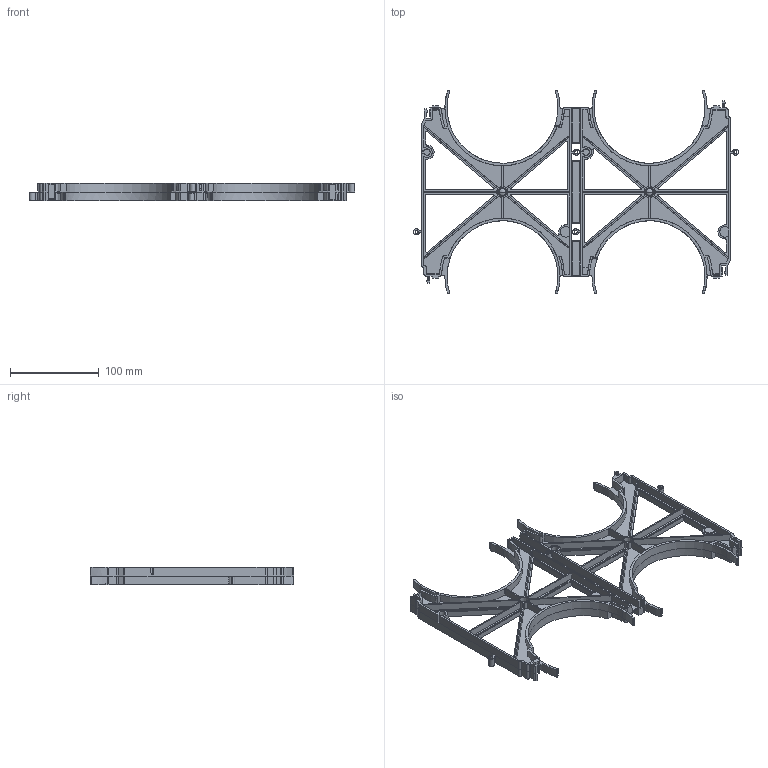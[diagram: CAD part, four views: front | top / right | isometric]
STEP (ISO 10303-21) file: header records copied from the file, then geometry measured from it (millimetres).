
FILE_DESCRIPTION (( 'STEP AP203' ), '1' );
FILE_NAME ('ÀÃÈÅ 060.02.001-06 Êëàñòåð 125.STEP', '2024-09-13T06:42:56', ( '' ), ( '' ), 'SwSTEP 2.0', 'SolidWorks 2022', '' );
FILE_SCHEMA (( 'CONFIG_CONTROL_DESIGN' ));
Products named in the file (1): АГИЕ 060.02.001-06 Кластер 125
Bounding box: 367.16 x 229.7 x 20 mm (x, y, z)
Volume: 165263 mm3; surface area: 165270.6 mm2
Topology: 1 solids, 1 shells, 1363 faces, 3776 edges, 2443 vertices
Faces by surface type: plane 714, bspline 288, cylinder 184, cone 169, sphere 8
Entity records: 51372 total; most frequent: CARTESIAN_POINT 20344, ORIENTED_EDGE 7552, DIRECTION 4933, EDGE_CURVE 3776, VERTEX_POINT 2443, LINE 1985, VECTOR 1985, AXIS2_PLACEMENT_3D 1474
